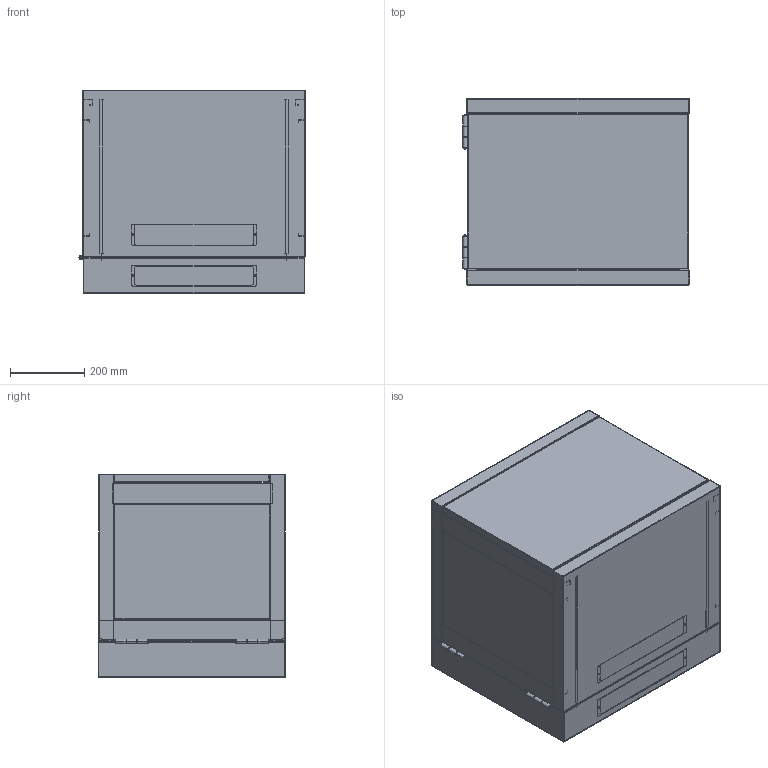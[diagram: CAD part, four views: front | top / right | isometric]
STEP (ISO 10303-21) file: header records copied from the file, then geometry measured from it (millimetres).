
FILE_DESCRIPTION (( 'STEP AP214' ), '1' );
FILE_NAME ('SMC-SMT6509D_3D.step', '2024-03-27T23:01:55', ( '' ), ( '' ), 'SwSTEP 2.0', 'SolidWorks 2022', '' );
FILE_SCHEMA (( 'AUTOMOTIVE_DESIGN' ));
Length unit declared in the file: inch
Products named in the file (18): DG_14; CM_14; HK_14; MENZHOU_ASM_14; QLZ_14; HYLZ_14; MENZHOU1_14; SMC-SMT6509D_3D; DI_14; HZJ1_14; MENZHOU2_14; QIANMEN_ASM_14; JH060004_14; SITM_14; CM_ASM_14; LX-GT_14; HK_ASM_14; JH060009_14
Assembly tree (33 placements, depth 4):
  SMC-SMT6509D_3D
    DG_14
    QLZ_14  x2
    HYLZ_14  x2
    DI_14
    HZJ1_14  x4
    JH060009_14  x4
    QIANMEN_ASM_14
      SITM_14
    JH060004_14  x2
    HK_ASM_14
      HK_14
      JH060004_14  x2
      MENZHOU_ASM_14  x2
        MENZHOU2_14
        MENZHOU1_14
    CM_ASM_14  x2
      CM_14
    LX-GT_14  x2
Bounding box: 610.8 x 504.95 x 549.5 mm (x, y, z)
Volume: 485524.4 mm3; surface area: 4975234.5 mm2
Topology: 24 solids, 72 shells, 1578 faces, 4574 edges, 2992 vertices
Faces by surface type: plane 1080, cylinder 430, bspline 36, cone 32
Entity records: 39146 total; most frequent: CARTESIAN_POINT 6689, DIRECTION 4322, ORIENTED_EDGE 4264, EDGE_CURVE 2346, LINE 1808, VECTOR 1808, VERTEX_POINT 1528, AXIS2_PLACEMENT_3D 1257
